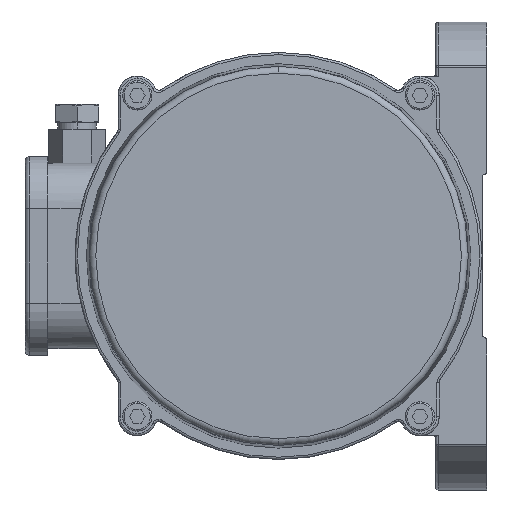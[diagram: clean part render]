
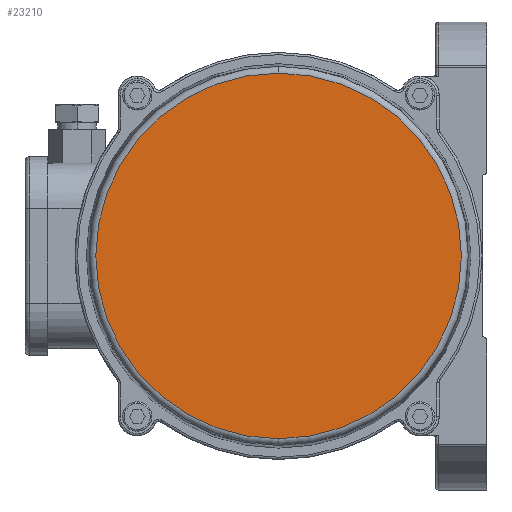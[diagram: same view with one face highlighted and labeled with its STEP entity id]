
A CAD part, left-side view. The second image highlights one B-rep face of the part: STEP entity #23210.
In plain terms, the highlighted planar face has unit normal (-1, 0, 0).
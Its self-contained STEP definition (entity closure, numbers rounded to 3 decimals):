
#726 = AXIS2_PLACEMENT_3D ( 'NONE', #26931, #26932, #26933 ) ;
#4076 = FACE_OUTER_BOUND ( 'NONE', #34239, .T. ) ;
#8025 = CIRCLE ( 'NONE', #726, 80.83 ) ;
#11412 = ORIENTED_EDGE ( 'NONE', *, *, #21902, .T. ) ;
#11413 = ORIENTED_EDGE ( 'NONE', *, *, #36545, .T. ) ;
#12689 = VERTEX_POINT ( 'NONE', #16382 ) ;
#12702 = VERTEX_POINT ( 'NONE', #16395 ) ;
#16382 = CARTESIAN_POINT ( 'NONE',  ( -190.5, 0., -80.83 ) ) ;
#16395 = CARTESIAN_POINT ( 'NONE',  ( -190.5, 0., 80.83 ) ) ;
#17788 = CIRCLE ( 'NONE', #21396, 80.83 ) ;
#18297 = CARTESIAN_POINT ( 'NONE',  ( -190.5, 0., 0. ) ) ;
#18298 = DIRECTION ( 'NONE',  ( -1., 0., 0. ) ) ;
#18299 = DIRECTION ( 'NONE',  ( 0., 0., 1. ) ) ;
#21396 = AXIS2_PLACEMENT_3D ( 'NONE', #18297, #18298, #18299 ) ;
#21902 = EDGE_CURVE ( 'NONE', #12702, #12689, #17788, .T. ) ;
#22158 = AXIS2_PLACEMENT_3D ( 'NONE', #34465, #34469, #34470 ) ;
#23210 = ADVANCED_FACE ( 'NONE', ( #4076 ), #34467, .F. ) ;
#26931 = CARTESIAN_POINT ( 'NONE',  ( -190.5, 0., 0. ) ) ;
#26932 = DIRECTION ( 'NONE',  ( -1., 0., 0. ) ) ;
#26933 = DIRECTION ( 'NONE',  ( 0., 0., 1. ) ) ;
#34239 = EDGE_LOOP ( 'NONE', ( #11412, #11413 ) ) ;
#34465 = CARTESIAN_POINT ( 'NONE',  ( -190.5, 80.83, 0. ) ) ;
#34467 = PLANE ( 'NONE',  #22158 ) ;
#34469 = DIRECTION ( 'NONE',  ( 1., 0., 0. ) ) ;
#34470 = DIRECTION ( 'NONE',  ( 0., 0., -1. ) ) ;
#36545 = EDGE_CURVE ( 'NONE', #12689, #12702, #8025, .T. ) ;
